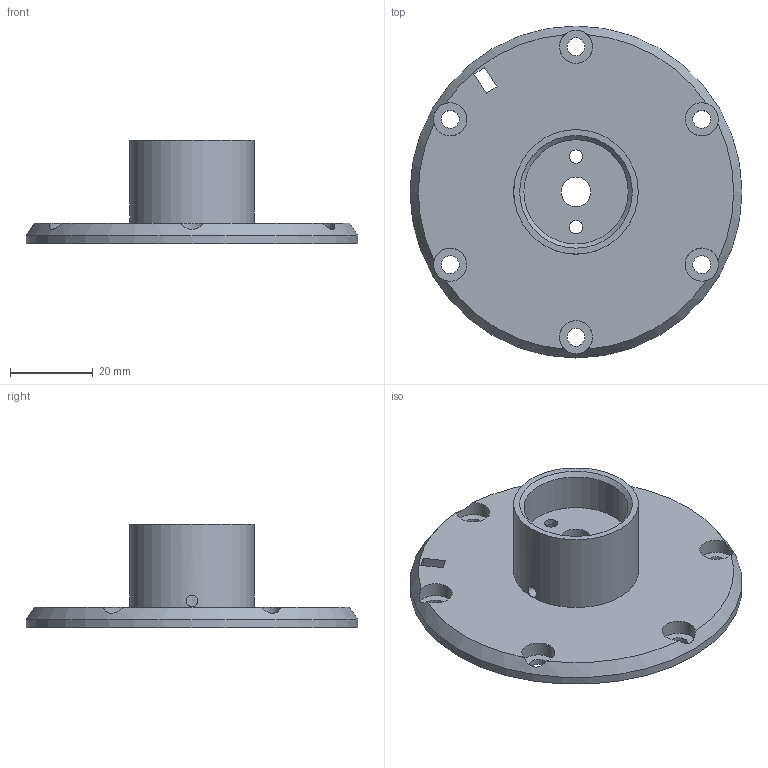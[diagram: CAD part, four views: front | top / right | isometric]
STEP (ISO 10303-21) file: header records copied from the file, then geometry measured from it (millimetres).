
FILE_DESCRIPTION(/* description */ (''),/* implementation_level */ '2;1');
FILE_NAME(/* name */ 'Ring Cover.step',/* time_stamp */ '2025-04-02T16:21:06+02:00',/* author */ ('rocke'),/* organization */ (''),/* preprocessor_version */ 'ST-DEVELOPER v18.1',/* originating_system */ 'Autodesk Inventor 2021',/* authorisation */ '');
FILE_SCHEMA (('AUTOMOTIVE_DESIGN { 1 0 10303 214 3 1 1 }'));
Length unit declared in the file: millimetre
Products named in the file (1): Ring Cover
Bounding box: 80 x 80 x 25 mm (x, y, z)
Volume: 21810.5 mm3; surface area: 15213 mm2
Topology: 1 solids, 1 shells, 44 faces, 129 edges, 92 vertices
Faces by surface type: cylinder 23, plane 18, cone 3
Full cylindrical faces by diameter (mm): 2.8 x1, 3.2 x2, 4.3 x6, 6.5 x2, 7.15 x1, 8 x6, 25.15 x1, 25.5 x1, 30 x1, 60 x1, 80 x1
Entity records: 1772 total; most frequent: CARTESIAN_POINT 436, DIRECTION 289, ORIENTED_EDGE 258, EDGE_CURVE 129, AXIS2_PLACEMENT_3D 125, VERTEX_POINT 92, CIRCLE 80, EDGE_LOOP 71
